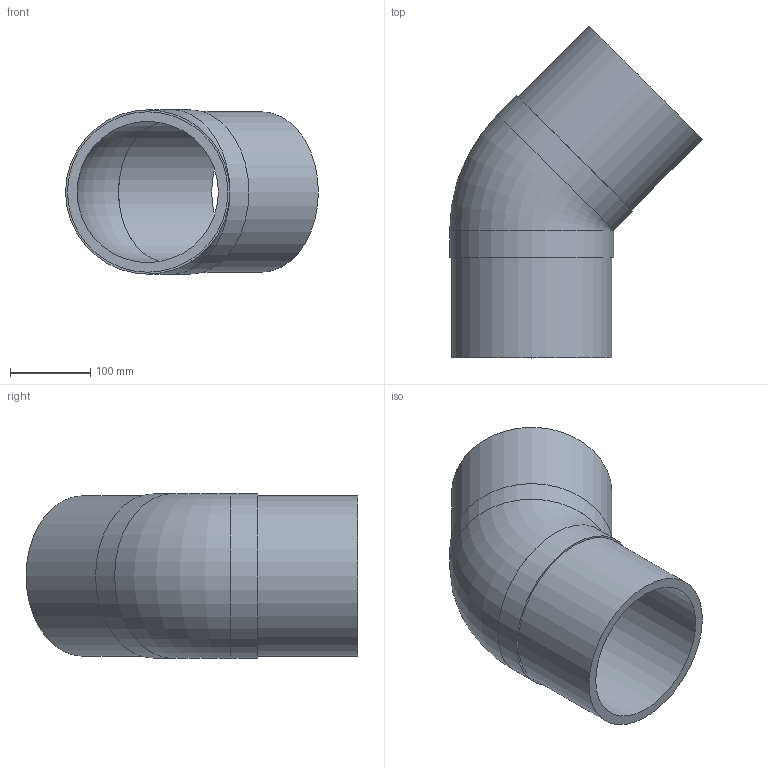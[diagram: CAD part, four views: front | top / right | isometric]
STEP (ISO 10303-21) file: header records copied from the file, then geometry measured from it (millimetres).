
FILE_DESCRIPTION(('Beschreibung'),'1');
FILE_NAME('25.15.01.063_SDR17_PE100_200.STP', '2014-09-15T06:23:14',('Author'), ('Organization'), 'KCM Version 1.1.794.0', 'Kubotek KeyCreator', 'Authorization');
FILE_SCHEMA(('CONFIG_CONTROL_DESIGN'));
Length unit declared in the file: millimetre
Bounding box: 315.22 x 413.84 x 204.76 mm (x, y, z)
Volume: 3004042.7 mm3; surface area: 489658.7 mm2
Topology: 1 solids, 1 shells, 17 faces, 59 edges, 67 vertices
Faces by surface type: plane 7, cylinder 5, cone 2, torus 2, bspline 1
Full cylindrical faces by diameter (mm): 176 x1, 176.2 x2, 200 x2
Entity records: 671 total; most frequent: CARTESIAN_POINT 115, DIRECTION 107, ORIENTED_EDGE 76, AXIS2_PLACEMENT_3D 40, EDGE_CURVE 38, VERTEX_POINT 28, VECTOR 27, LINE 27
